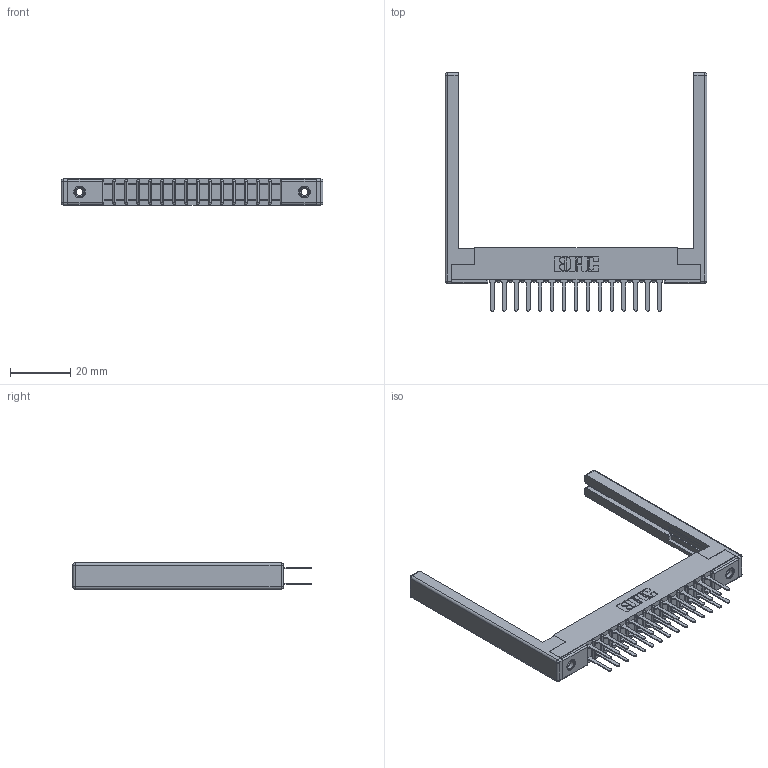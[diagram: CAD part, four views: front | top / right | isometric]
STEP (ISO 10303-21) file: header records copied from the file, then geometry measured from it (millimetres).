
FILE_DESCRIPTION (( 'STEP AP203' ), '1' );
FILE_NAME ('307-030-422-268.STEP', '2020-09-29T09:15:42', ( '' ), ( '' ), 'SwSTEP 2.0', 'SolidWorks 2020', '' );
FILE_SCHEMA (( 'CONFIG_CONTROL_DESIGN' ));
Length unit declared in the file: inch
Products named in the file (5): 307-030-422-268; 345-250-001_345-250-001-102; 307 Part_.156 Dia Mounting Holes; 307-220-068; 307-290-001_522
Assembly tree (35 placements, depth 2):
  307-030-422-268
    307 Part_.156 Dia Mounting Holes
    307-290-001_522  x30
    307-220-068  x2
    345-250-001_345-250-001-102  x2
Bounding box: 86.87 x 79.07 x 8.71 mm (x, y, z)
Volume: 10309 mm3; surface area: 14168.6 mm2
Topology: 35 solids, 35 shells, 1668 faces, 4613 edges, 2970 vertices
Faces by surface type: plane 1088, cylinder 524, sphere 40, cone 12, torus 4
Entity records: 19395 total; most frequent: CARTESIAN_POINT 3156, DIRECTION 3118, ORIENTED_EDGE 3116, EDGE_CURVE 1558, LINE 1182, VECTOR 1182, VERTEX_POINT 1006, AXIS2_PLACEMENT_3D 968
